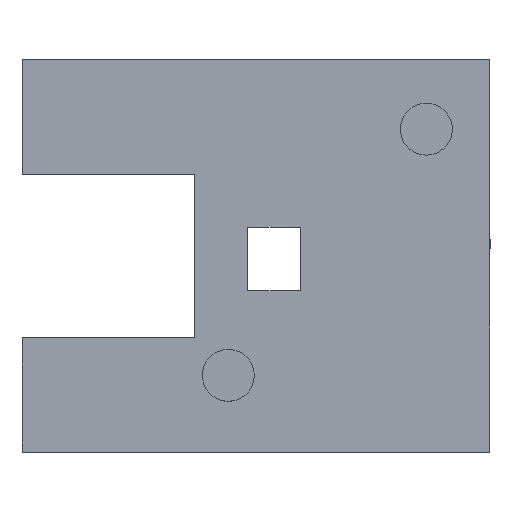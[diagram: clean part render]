
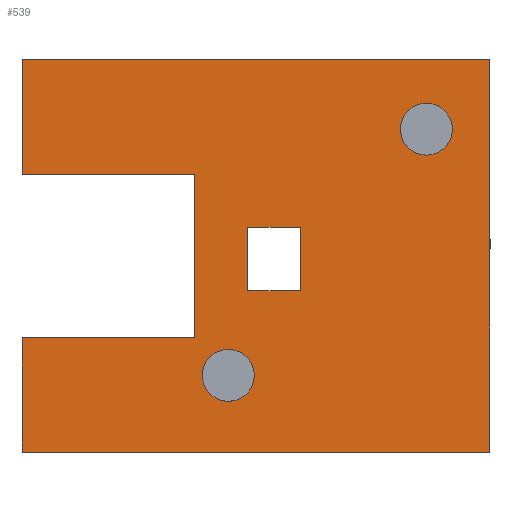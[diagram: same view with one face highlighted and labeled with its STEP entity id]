
A CAD part, top view. The second image highlights one B-rep face of the part: STEP entity #539.
In plain terms, the highlighted planar face has unit normal (0, 0, 1).
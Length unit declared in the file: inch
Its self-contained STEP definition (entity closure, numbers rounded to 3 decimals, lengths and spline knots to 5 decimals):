
#35=FACE_BOUND('',#117,.T.);
#36=FACE_BOUND('',#118,.T.);
#37=FACE_BOUND('',#119,.T.);
#49=CIRCLE('',#597,0.17);
#50=CIRCLE('',#598,0.17);
#77=FACE_OUTER_BOUND('',#116,.T.);
#116=EDGE_LOOP('',(#452,#453,#454,#455,#456,#457,#458,#459,#460,#461,#462,
#463));
#117=EDGE_LOOP('',(#464,#465,#466,#467));
#118=EDGE_LOOP('',(#468));
#119=EDGE_LOOP('',(#469));
#130=LINE('',#774,#184);
#132=LINE('',#780,#186);
#135=LINE('',#785,#189);
#139=LINE('',#796,#193);
#141=LINE('',#800,#195);
#145=LINE('',#821,#199);
#149=LINE('',#829,#203);
#152=LINE('',#835,#206);
#155=LINE('',#840,#209);
#165=LINE('',#858,#219);
#166=LINE('',#861,#220);
#173=LINE('',#886,#227);
#174=LINE('',#888,#228);
#175=LINE('',#891,#229);
#176=LINE('',#893,#230);
#177=LINE('',#894,#231);
#184=VECTOR('',#619,0.3937);
#186=VECTOR('',#623,0.3937);
#189=VECTOR('',#628,0.3937);
#193=VECTOR('',#636,0.3937);
#195=VECTOR('',#640,0.3937);
#199=VECTOR('',#660,0.3937);
#203=VECTOR('',#666,0.3937);
#206=VECTOR('',#671,0.3937);
#209=VECTOR('',#676,0.3937);
#219=VECTOR('',#690,0.3937);
#220=VECTOR('',#693,0.3937);
#227=VECTOR('',#726,0.3937);
#228=VECTOR('',#729,0.3937);
#229=VECTOR('',#732,0.3937);
#230=VECTOR('',#733,0.3937);
#231=VECTOR('',#734,0.3937);
#236=VERTEX_POINT('',#768);
#238=VERTEX_POINT('',#772);
#239=VERTEX_POINT('',#776);
#241=VERTEX_POINT('',#779);
#246=VERTEX_POINT('',#793);
#247=VERTEX_POINT('',#795);
#248=VERTEX_POINT('',#799);
#256=VERTEX_POINT('',#819);
#257=VERTEX_POINT('',#820);
#260=VERTEX_POINT('',#828);
#262=VERTEX_POINT('',#834);
#269=VERTEX_POINT('',#856);
#270=VERTEX_POINT('',#860);
#275=VERTEX_POINT('',#884);
#276=VERTEX_POINT('',#890);
#277=VERTEX_POINT('',#892);
#278=VERTEX_POINT('',#895);
#279=VERTEX_POINT('',#897);
#286=EDGE_CURVE('',#238,#236,#130,.T.);
#288=EDGE_CURVE('',#239,#241,#132,.T.);
#291=EDGE_CURVE('',#239,#236,#135,.T.);
#296=EDGE_CURVE('',#246,#247,#139,.T.);
#298=EDGE_CURVE('',#247,#248,#141,.T.);
#308=EDGE_CURVE('',#256,#257,#145,.T.);
#312=EDGE_CURVE('',#260,#256,#149,.T.);
#315=EDGE_CURVE('',#262,#260,#152,.T.);
#318=EDGE_CURVE('',#257,#262,#155,.T.);
#328=EDGE_CURVE('',#269,#238,#165,.T.);
#329=EDGE_CURVE('',#248,#270,#166,.T.);
#340=EDGE_CURVE('',#269,#275,#173,.T.);
#341=EDGE_CURVE('',#275,#270,#174,.T.);
#342=EDGE_CURVE('',#276,#246,#175,.T.);
#343=EDGE_CURVE('',#277,#276,#176,.T.);
#344=EDGE_CURVE('',#241,#277,#177,.T.);
#345=EDGE_CURVE('',#278,#278,#49,.T.);
#346=EDGE_CURVE('',#279,#279,#50,.T.);
#452=ORIENTED_EDGE('',*,*,#291,.T.);
#453=ORIENTED_EDGE('',*,*,#286,.F.);
#454=ORIENTED_EDGE('',*,*,#328,.F.);
#455=ORIENTED_EDGE('',*,*,#340,.T.);
#456=ORIENTED_EDGE('',*,*,#341,.T.);
#457=ORIENTED_EDGE('',*,*,#329,.F.);
#458=ORIENTED_EDGE('',*,*,#298,.F.);
#459=ORIENTED_EDGE('',*,*,#296,.F.);
#460=ORIENTED_EDGE('',*,*,#342,.F.);
#461=ORIENTED_EDGE('',*,*,#343,.F.);
#462=ORIENTED_EDGE('',*,*,#344,.F.);
#463=ORIENTED_EDGE('',*,*,#288,.F.);
#464=ORIENTED_EDGE('',*,*,#308,.T.);
#465=ORIENTED_EDGE('',*,*,#318,.T.);
#466=ORIENTED_EDGE('',*,*,#315,.T.);
#467=ORIENTED_EDGE('',*,*,#312,.T.);
#468=ORIENTED_EDGE('',*,*,#345,.T.);
#469=ORIENTED_EDGE('',*,*,#346,.T.);
#511=PLANE('',#596);
#539=ADVANCED_FACE('',(#77,#35,#36,#37),#511,.T.);
#596=AXIS2_PLACEMENT_3D('',#889,#730,#731);
#597=AXIS2_PLACEMENT_3D('',#896,#735,#736);
#598=AXIS2_PLACEMENT_3D('',#898,#737,#738);
#619=DIRECTION('',(1.,0.,0.));
#623=DIRECTION('',(-1.,0.,0.));
#628=DIRECTION('',(0.,-1.,0.));
#636=DIRECTION('',(1.,0.,0.));
#640=DIRECTION('',(0.,-1.,0.));
#660=DIRECTION('',(1.,0.,0.));
#666=DIRECTION('',(0.,1.,0.));
#671=DIRECTION('',(-1.,0.,0.));
#676=DIRECTION('',(0.,-1.,0.));
#690=DIRECTION('',(0.,1.,0.));
#693=DIRECTION('',(-1.,0.,0.));
#726=DIRECTION('',(-1.,0.,0.));
#729=DIRECTION('',(0.,-1.,0.));
#730=DIRECTION('center_axis',(0.,0.,
1.));
#731=DIRECTION('ref_axis',(0.,1.,0.));
#732=DIRECTION('',(0.,1.,0.));
#733=DIRECTION('',(0.,1.,0.));
#734=DIRECTION('',(0.,1.,0.));
#735=DIRECTION('center_axis',(0.,0.,
-1.));
#736=DIRECTION('ref_axis',(-1.,0.,0.));
#737=DIRECTION('center_axis',(0.,0.,
-1.));
#738=DIRECTION('ref_axis',(-1.,0.,0.));
#768=CARTESIAN_POINT('',(-0.57803,-1.39916,2.14919));
#772=CARTESIAN_POINT('',(-1.70603,-1.39916,2.14919));
#774=CARTESIAN_POINT('',(0.39229,-1.39916,2.14919));
#776=CARTESIAN_POINT('',(-0.57803,-0.32716,2.14919));
#779=CARTESIAN_POINT('',(-1.70603,-0.32716,2.14919));
#780=CARTESIAN_POINT('',(0.39229,-0.32716,2.14919));
#785=CARTESIAN_POINT('',(-0.57803,-1.66425,2.14919));
#793=CARTESIAN_POINT('',(-1.70603,0.42467,2.14919));
#795=CARTESIAN_POINT('',(1.3626,0.42467,2.14919));
#796=CARTESIAN_POINT('',(1.3626,0.42467,2.14919));
#799=CARTESIAN_POINT('',(1.3626,-2.14933,2.14919));
#800=CARTESIAN_POINT('',(1.3626,-0.74733,2.14919));
#819=CARTESIAN_POINT('',(-0.22575,-0.67436,2.14919));
#820=CARTESIAN_POINT('',(0.11952,-0.67436,2.14919));
#821=CARTESIAN_POINT('',(0.56843,-0.67436,2.14919));
#828=CARTESIAN_POINT('',(-0.22575,-1.0901,2.14919));
#829=CARTESIAN_POINT('',(-0.22575,-1.48472,2.14919));
#834=CARTESIAN_POINT('',(0.11952,-1.0901,2.14919));
#835=CARTESIAN_POINT('',(0.74106,-1.0901,2.14919));
#840=CARTESIAN_POINT('',(0.11952,-1.27684,2.14919));
#856=CARTESIAN_POINT('',(-1.70603,-1.82916,2.14919));
#858=CARTESIAN_POINT('',(-1.70603,-1.64916,2.14919));
#860=CARTESIAN_POINT('',(-1.70603,-2.14933,2.14919));
#861=CARTESIAN_POINT('',(-0.58225,-2.14933,2.14919));
#884=CARTESIAN_POINT('',(-1.70603,-1.82916,2.14919));
#886=CARTESIAN_POINT('',(-1.13225,-1.82916,2.14919));
#888=CARTESIAN_POINT('',(-1.70603,-1.89933,2.14919));
#889=CARTESIAN_POINT('Origin',(1.3626,-1.87933,2.14919));
#890=CARTESIAN_POINT('',(-1.70603,0.17467,2.14919));
#891=CARTESIAN_POINT('',(-1.70603,0.17467,2.14919));
#892=CARTESIAN_POINT('',(-1.70603,0.17289,2.14919));
#893=CARTESIAN_POINT('',(-1.70603,-0.86233,2.14919));
#894=CARTESIAN_POINT('',(-1.70603,0.10784,2.14919));
#895=CARTESIAN_POINT('',(-0.18331,-1.64601,2.14919));
#896=CARTESIAN_POINT('Origin',(-0.35331,-1.64601,2.14919));
#897=CARTESIAN_POINT('',(1.1159,-0.03184,2.14919));
#898=CARTESIAN_POINT('Origin',(0.9459,-0.03184,2.14919));
